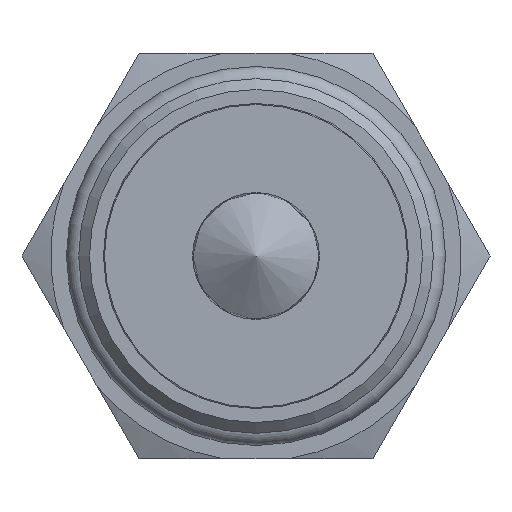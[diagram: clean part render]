
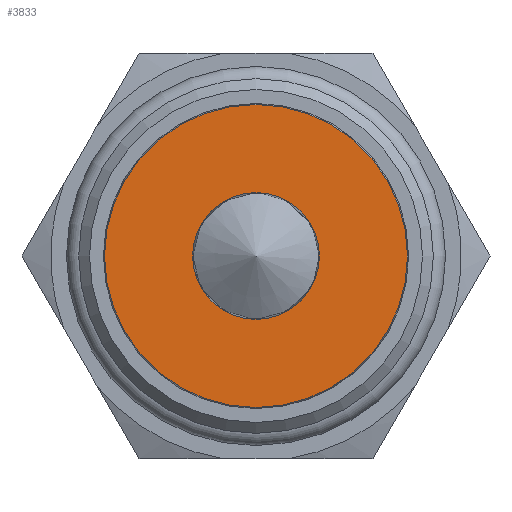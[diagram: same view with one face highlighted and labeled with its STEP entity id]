
A CAD part, left-side view. The second image highlights one B-rep face of the part: STEP entity #3833.
In plain terms, the highlighted planar face has unit normal (-1, 0, 0).
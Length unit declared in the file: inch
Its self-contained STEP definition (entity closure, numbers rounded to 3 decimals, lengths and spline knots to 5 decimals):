
#3694=CARTESIAN_POINT('',(-3.,-0.2345,0.));
#3695=VERTEX_POINT('',#3694);
#3696=CARTESIAN_POINT('',(-3.,0.0,0.0));
#3697=DIRECTION('',(1.0,0.0,0.0));
#3698=DIRECTION('',(0.0,1.0,0.0));
#3699=AXIS2_PLACEMENT_3D('',#3696,#3697,#3698);
#3700=CIRCLE('',#3699,0.2345);
#3701=EDGE_CURVE('',#3695,#3695,#3700,.T.);
#3814=CARTESIAN_POINT('',(-3.,0.28025,0.0));
#3815=DIRECTION('',(-1.0,0.0,0.0));
#3816=DIRECTION('',(0.0,0.0,1.0));
#3817=AXIS2_PLACEMENT_3D('',#3814,#3815,#3816);
#3818=PLANE('',#3817);
#3819=CARTESIAN_POINT('',(-3.0,0.5605,0.0));
#3820=VERTEX_POINT('',#3819);
#3821=CARTESIAN_POINT('',(-3.0,0.0,0.0));
#3822=DIRECTION('',(1.0,0.0,0.0));
#3823=DIRECTION('',(0.0,1.0,0.0));
#3824=AXIS2_PLACEMENT_3D('',#3821,#3822,#3823);
#3825=CIRCLE('',#3824,0.5605);
#3826=EDGE_CURVE('',#3820,#3820,#3825,.T.);
#3827=ORIENTED_EDGE('',*,*,#3826,.F.);
#3828=EDGE_LOOP('',(#3827));
#3829=FACE_OUTER_BOUND('',#3828,.T.);
#3830=ORIENTED_EDGE('',*,*,#3701,.T.);
#3831=EDGE_LOOP('',(#3830));
#3832=FACE_BOUND('',#3831,.T.);
#3833=ADVANCED_FACE('',(#3829,#3832),#3818,.T.);
